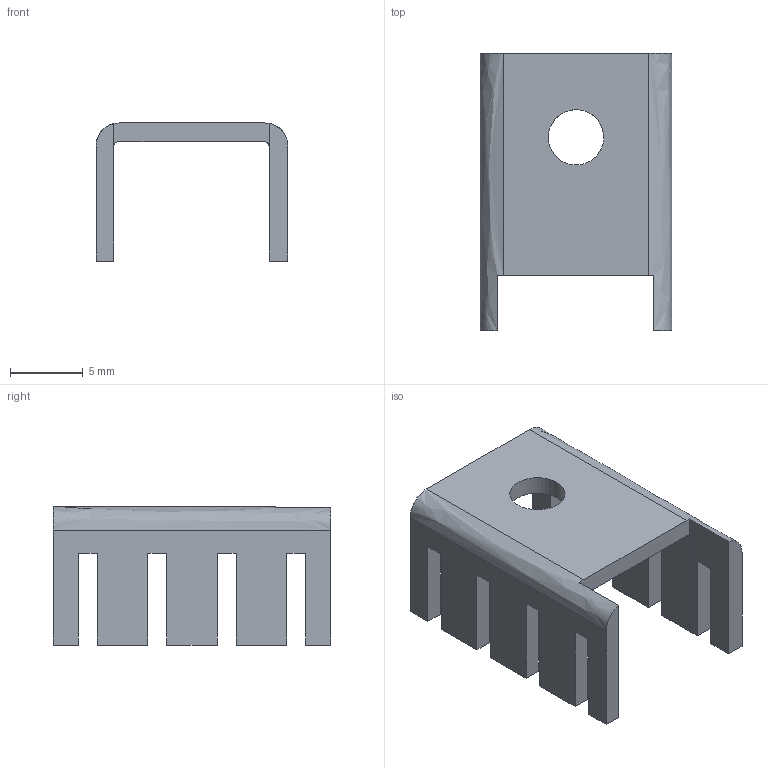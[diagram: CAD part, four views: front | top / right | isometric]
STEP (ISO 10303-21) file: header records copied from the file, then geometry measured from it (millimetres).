
FILE_DESCRIPTION(/* description */ (''),/* implementation_level */ '2;1');
FILE_NAME(/* name */ 'wakefield-vette heatsink 281-1AB',/* time_stamp */ '2021-01-25T13:17:45+01:00',/* author */ (''),/* organization */ (''),/* preprocessor_version */ 'ST-DEVELOPER v16.5',/* originating_system */ '',/* authorisation */ '');
FILE_SCHEMA (('AUTOMOTIVE_DESIGN'));
Length unit declared in the file: millimetre
Products named in the file (1): Document
Bounding box: 13.2 x 19.1 x 9.5 mm (x, y, z)
Volume: 549.6 mm3; surface area: 1139.4 mm2
Topology: 1 solids, 1 shells, 51 faces, 145 edges, 96 vertices
Faces by surface type: plane 46, bspline 5
Entity records: 1488 total; most frequent: CARTESIAN_POINT 501, ORIENTED_EDGE 290, EDGE_CURVE 145, B_SPLINE_CURVE_WITH_KNOTS 130, VERTEX_POINT 96, EDGE_LOOP 53, ADVANCED_FACE 51, FACE_OUTER_BOUND 51
